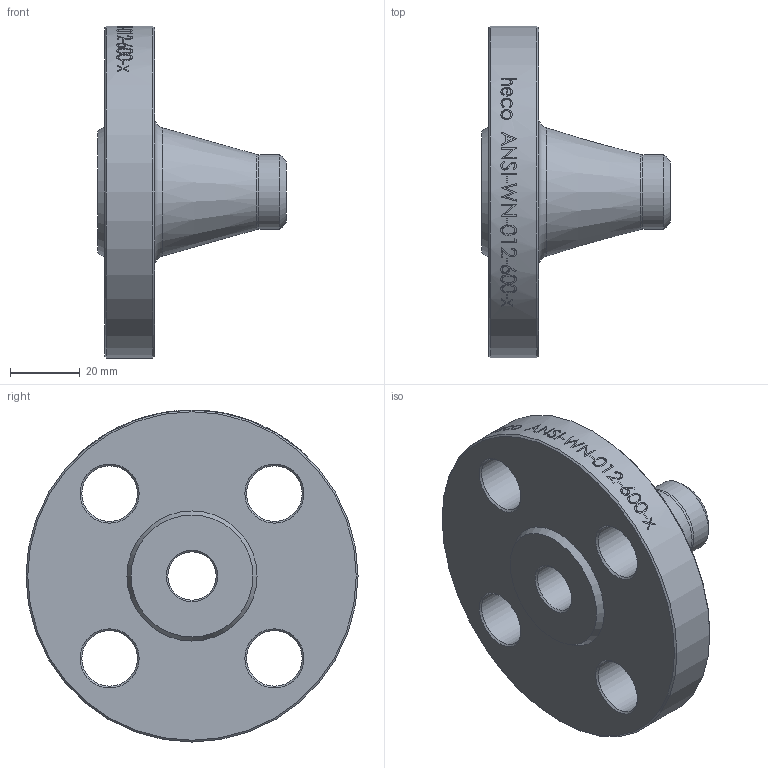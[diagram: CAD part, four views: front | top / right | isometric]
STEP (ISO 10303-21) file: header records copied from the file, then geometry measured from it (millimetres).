
FILE_DESCRIPTION (( 'STEP AP214' ), '1' );
FILE_NAME ('ANSI-WN-012-600-x Vorschweissflansch ASME B16.5 Class600 2102.STEP', '2021-02-11T10:48:12', ( '' ), ( '' ), 'SwSTEP 2.0', 'SolidWorks 2019', '' );
FILE_SCHEMA (( 'AUTOMOTIVE_DESIGN' ));
Length unit declared in the file: millimetre
Products named in the file (1): ANSI-WN-012-600-x Vorschweissflansch ASME B16.5 Class600 2102
Bounding box: 54 x 95 x 95 mm (x, y, z)
Volume: 107541.3 mm3; surface area: 24056.7 mm2
Topology: 1 solids, 1 shells, 55 faces, 261 edges, 237 vertices
Faces by surface type: cylinder 35, cone 14, plane 4, torus 2
Full cylindrical faces by diameter (mm): 13.84 x1, 15.9 x4, 21.3 x1, 95 x1
Entity records: 5930 total; most frequent: CARTESIAN_POINT 3728, ORIENTED_EDGE 458, DIRECTION 286, EDGE_CURVE 229, VERTEX_POINT 229, AXIS2_PLACEMENT_3D 130, B_SPLINE_CURVE_WITH_KNOTS 129, EDGE_LOOP 118
